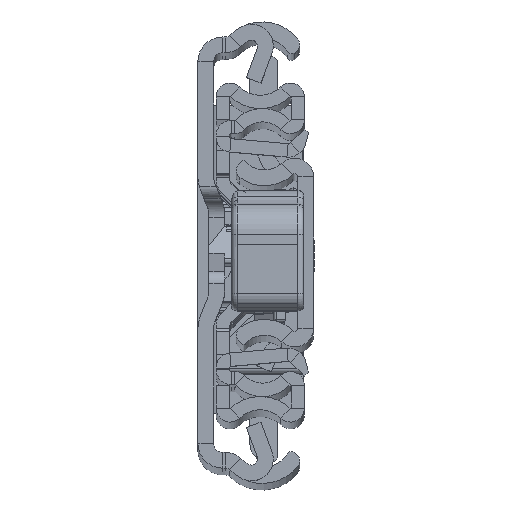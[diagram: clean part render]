
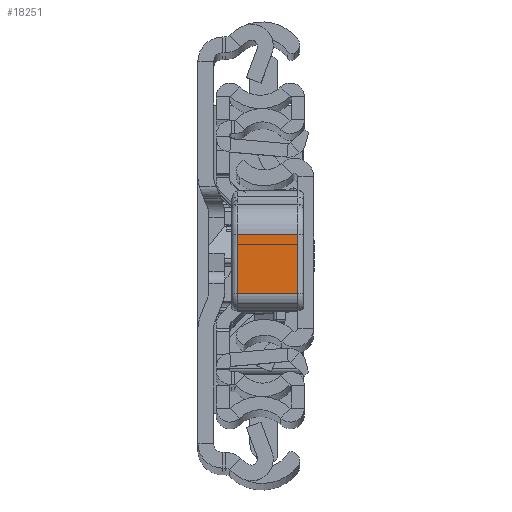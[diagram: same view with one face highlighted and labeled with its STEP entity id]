
A CAD part, top view. The second image highlights one B-rep face of the part: STEP entity #18251.
In plain terms, the highlighted face is planar.
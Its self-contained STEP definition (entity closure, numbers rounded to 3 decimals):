
#805 = AXIS2_PLACEMENT_3D ( 'NONE', #22019, #9396, #7048 ) ;
#1221 = VECTOR ( 'NONE', #9925, 1000. ) ;
#2118 = VERTEX_POINT ( 'NONE', #12583 ) ;
#2235 = EDGE_CURVE ( 'NONE', #2118, #23180, #10579, .T. ) ;
#2407 = DIRECTION ( 'NONE',  ( 0., 0., -1. ) ) ;
#2897 = LINE ( 'NONE', #5059, #4968 ) ;
#4901 = CARTESIAN_POINT ( 'NONE',  ( 39.818, -2.465, 11. ) ) ;
#4968 = VECTOR ( 'NONE', #2407, 1000. ) ;
#5059 = CARTESIAN_POINT ( 'NONE',  ( 39.55, -12.274, 11. ) ) ;
#5442 = CARTESIAN_POINT ( 'NONE',  ( 39.55, -12.274, 10. ) ) ;
#7048 = DIRECTION ( 'NONE',  ( -0.027, -1., 0. ) ) ;
#9396 = DIRECTION ( 'NONE',  ( -1., 0.027, 0. ) ) ;
#9407 = EDGE_CURVE ( 'NONE', #17457, #26204, #17975, .T. ) ;
#9925 = DIRECTION ( 'NONE',  ( 0., 0., 1. ) ) ;
#10579 = LINE ( 'NONE', #23214, #28074 ) ;
#12583 = CARTESIAN_POINT ( 'NONE',  ( 39.55, -12.274, 0. ) ) ;
#12918 = ORIENTED_EDGE ( 'NONE', *, *, #14332, .T. ) ;
#14332 = EDGE_CURVE ( 'NONE', #23180, #17457, #25029, .T. ) ;
#15053 = ORIENTED_EDGE ( 'NONE', *, *, #2235, .T. ) ;
#17457 = VERTEX_POINT ( 'NONE', #25118 ) ;
#17975 = LINE ( 'NONE', #5442, #30527 ) ;
#18251 = ADVANCED_FACE ( 'NONE', ( #32319 ), #24670, .F. ) ;
#18329 = EDGE_LOOP ( 'NONE', ( #32291, #15053, #12918, #21389 ) ) ;
#20733 = DIRECTION ( 'NONE',  ( 0.027, 1., 0. ) ) ;
#21389 = ORIENTED_EDGE ( 'NONE', *, *, #9407, .T. ) ;
#21801 = CARTESIAN_POINT ( 'NONE',  ( 39.55, -12.274, 10. ) ) ;
#22019 = CARTESIAN_POINT ( 'NONE',  ( 39.55, -12.274, 11. ) ) ;
#22586 = DIRECTION ( 'NONE',  ( -0.027, -1., 0. ) ) ;
#23180 = VERTEX_POINT ( 'NONE', #32217 ) ;
#23214 = CARTESIAN_POINT ( 'NONE',  ( 39.55, -12.274, 0. ) ) ;
#24325 = EDGE_CURVE ( 'NONE', #26204, #2118, #2897, .T. ) ;
#24670 = PLANE ( 'NONE',  #805 ) ;
#25029 = LINE ( 'NONE', #4901, #1221 ) ;
#25118 = CARTESIAN_POINT ( 'NONE',  ( 39.818, -2.465, 10. ) ) ;
#26204 = VERTEX_POINT ( 'NONE', #21801 ) ;
#28074 = VECTOR ( 'NONE', #20733, 1000. ) ;
#30527 = VECTOR ( 'NONE', #22586, 1000. ) ;
#32217 = CARTESIAN_POINT ( 'NONE',  ( 39.818, -2.465, 0. ) ) ;
#32291 = ORIENTED_EDGE ( 'NONE', *, *, #24325, .T. ) ;
#32319 = FACE_OUTER_BOUND ( 'NONE', #18329, .T. ) ;
